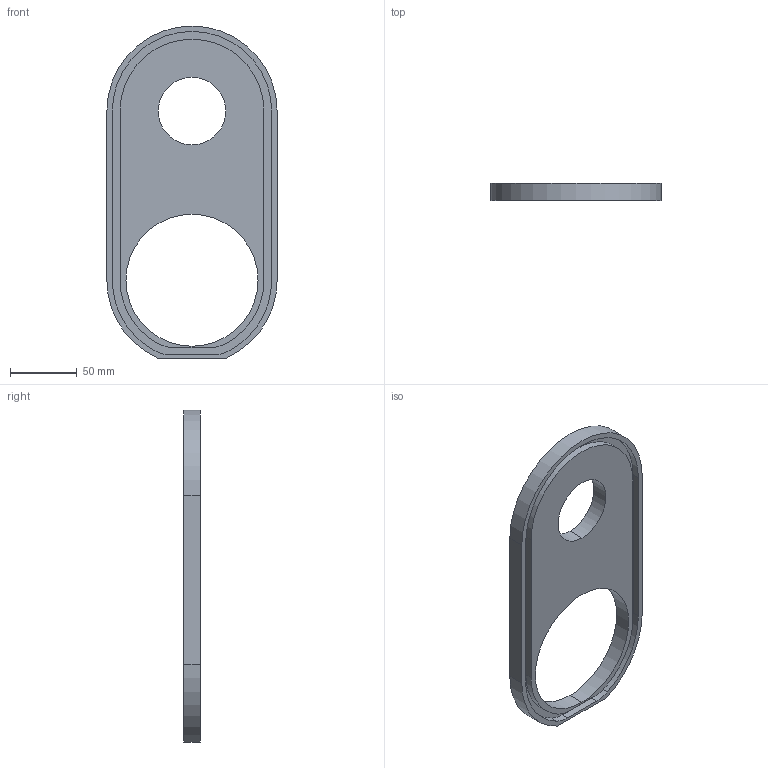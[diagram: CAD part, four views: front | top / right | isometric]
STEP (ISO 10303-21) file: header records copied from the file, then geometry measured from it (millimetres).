
FILE_DESCRIPTION (( 'STEP AP203' ), '1' );
FILE_NAME ('dustshoe bottom.STEP', '2015-08-25T02:09:29', ( '' ), ( '' ), 'SwSTEP 2.0', 'SolidWorks 2013', '' );
FILE_SCHEMA (( 'CONFIG_CONTROL_DESIGN' ));
Length unit declared in the file: inch
Products named in the file (1): dustshoe bottom
Bounding box: 127.87 x 12.7 x 249.35 mm (x, y, z)
Volume: 221937 mm3; surface area: 60149.9 mm2
Topology: 1 solids, 1 shells, 48 faces, 114 edges, 76 vertices
Faces by surface type: cylinder 29, plane 19
Entity records: 1503 total; most frequent: DIRECTION 270, CARTESIAN_POINT 239, ORIENTED_EDGE 228, EDGE_CURVE 114, AXIS2_PLACEMENT_3D 107, VERTEX_POINT 76, EDGE_LOOP 60, CIRCLE 58
